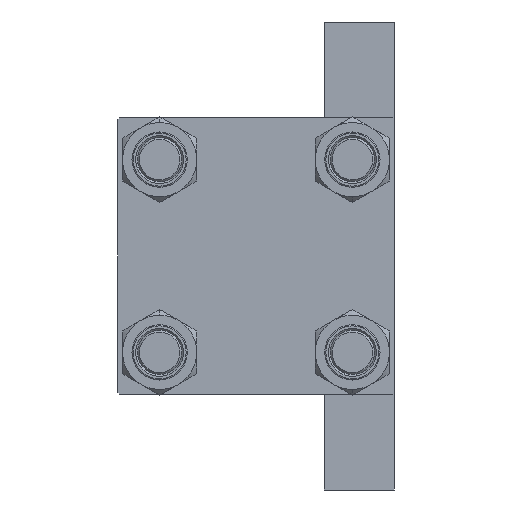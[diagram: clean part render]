
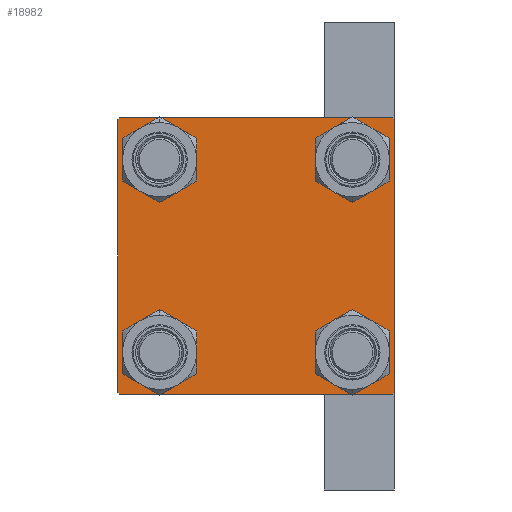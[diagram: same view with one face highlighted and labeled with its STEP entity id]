
A CAD part, left-side view. The second image highlights one B-rep face of the part: STEP entity #18982.
In plain terms, the highlighted planar face has unit normal (-1, 0, 0).
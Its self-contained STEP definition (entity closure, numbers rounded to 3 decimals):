
#475 = CARTESIAN_POINT ( 'NONE',  ( 0., -26.15, 26.15 ) ) ;
#623 = VECTOR ( 'NONE', #25324, 1000. ) ;
#784 = DIRECTION ( 'NONE',  ( 0., 0., 1. ) ) ;
#823 = DIRECTION ( 'NONE',  ( 0., 0., 1. ) ) ;
#1061 = DIRECTION ( 'NONE',  ( 1., 0., 0. ) ) ;
#1225 = CARTESIAN_POINT ( 'NONE',  ( 0., 37.25, -37.25 ) ) ;
#1537 = VERTEX_POINT ( 'NONE', #5264 ) ;
#1713 = CARTESIAN_POINT ( 'NONE',  ( 0., 37.5, 37.5 ) ) ;
#1737 = EDGE_LOOP ( 'NONE', ( #37460, #24840 ) ) ;
#2540 = LINE ( 'NONE', #7386, #36183 ) ;
#2848 = AXIS2_PLACEMENT_3D ( 'NONE', #24904, #31798, #47465 ) ;
#2882 = CIRCLE ( 'NONE', #11439, 6.5 ) ;
#3589 = DIRECTION ( 'NONE',  ( 0., 0., 1. ) ) ;
#4247 = CARTESIAN_POINT ( 'NONE',  ( 0., 37.5, -37. ) ) ;
#4557 = VERTEX_POINT ( 'NONE', #28992 ) ;
#5264 = CARTESIAN_POINT ( 'NONE',  ( 0., -37.5, -37. ) ) ;
#5392 = ORIENTED_EDGE ( 'NONE', *, *, #30929, .T. ) ;
#5746 = VECTOR ( 'NONE', #31333, 1000. ) ;
#6210 = CARTESIAN_POINT ( 'NONE',  ( 0., 26.15, 26.15 ) ) ;
#6771 = DIRECTION ( 'NONE',  ( 1., 0., 0. ) ) ;
#6921 = AXIS2_PLACEMENT_3D ( 'NONE', #41724, #1061, #823 ) ;
#6989 = DIRECTION ( 'NONE',  ( 0., 0., -1. ) ) ;
#7386 = CARTESIAN_POINT ( 'NONE',  ( 0., -37.5, 37.5 ) ) ;
#8104 = CARTESIAN_POINT ( 'NONE',  ( 0., -26.15, 19.65 ) ) ;
#8526 = EDGE_CURVE ( 'NONE', #44726, #15879, #44213, .T. ) ;
#8641 = EDGE_LOOP ( 'NONE', ( #10688, #44026 ) ) ;
#8849 = ORIENTED_EDGE ( 'NONE', *, *, #23204, .F. ) ;
#9157 = AXIS2_PLACEMENT_3D ( 'NONE', #17834, #10723, #14393 ) ;
#9708 = ORIENTED_EDGE ( 'NONE', *, *, #46937, .T. ) ;
#9894 = CARTESIAN_POINT ( 'NONE',  ( 0., 37.25, 37.25 ) ) ;
#10111 = EDGE_CURVE ( 'NONE', #4557, #18021, #26177, .T. ) ;
#10169 = VERTEX_POINT ( 'NONE', #46525 ) ;
#10206 = EDGE_CURVE ( 'NONE', #42108, #32155, #38452, .T. ) ;
#10688 = ORIENTED_EDGE ( 'NONE', *, *, #31032, .T. ) ;
#10723 = DIRECTION ( 'NONE',  ( 1., 0., 0. ) ) ;
#11122 = CARTESIAN_POINT ( 'NONE',  ( 0., 37.5, 37.5 ) ) ;
#11218 = DIRECTION ( 'NONE',  ( 0., -1., 0. ) ) ;
#11439 = AXIS2_PLACEMENT_3D ( 'NONE', #25140, #6771, #3589 ) ;
#11889 = CARTESIAN_POINT ( 'NONE',  ( 0., 0., 0. ) ) ;
#12482 = VERTEX_POINT ( 'NONE', #32290 ) ;
#13247 = CARTESIAN_POINT ( 'NONE',  ( 0., -37.5, 37. ) ) ;
#13547 = DIRECTION ( 'NONE',  ( 1., 0., 0. ) ) ;
#14049 = LINE ( 'NONE', #9894, #623 ) ;
#14393 = DIRECTION ( 'NONE',  ( 0., 0., 1. ) ) ;
#14740 = AXIS2_PLACEMENT_3D ( 'NONE', #11889, #41566, #19494 ) ;
#15378 = DIRECTION ( 'NONE',  ( 0., 0., 1. ) ) ;
#15471 = LINE ( 'NONE', #37292, #20168 ) ;
#15879 = VERTEX_POINT ( 'NONE', #31641 ) ;
#16167 = CARTESIAN_POINT ( 'NONE',  ( 0., 26.15, -26.15 ) ) ;
#16367 = LINE ( 'NONE', #1225, #5746 ) ;
#16408 = DIRECTION ( 'NONE',  ( 1., 0., 0. ) ) ;
#16572 = VECTOR ( 'NONE', #32802, 1000. ) ;
#16985 = CIRCLE ( 'NONE', #9157, 6.5 ) ;
#17834 = CARTESIAN_POINT ( 'NONE',  ( 0., -26.15, -26.15 ) ) ;
#17837 = LINE ( 'NONE', #44082, #16572 ) ;
#18021 = VERTEX_POINT ( 'NONE', #26509 ) ;
#18076 = EDGE_CURVE ( 'NONE', #15879, #44726, #19444, .T. ) ;
#18312 = VERTEX_POINT ( 'NONE', #4247 ) ;
#18982 = ADVANCED_FACE ( 'NONE', ( #23165, #44987, #33702, #26849, #33474 ), #29790, .T. ) ;
#19429 = ORIENTED_EDGE ( 'NONE', *, *, #27059, .T. ) ;
#19444 = CIRCLE ( 'NONE', #6921, 6.5 ) ;
#19494 = DIRECTION ( 'NONE',  ( 0., 0., 1. ) ) ;
#20168 = VECTOR ( 'NONE', #22805, 1000. ) ;
#20515 = ORIENTED_EDGE ( 'NONE', *, *, #46420, .T. ) ;
#21135 = VERTEX_POINT ( 'NONE', #39057 ) ;
#22805 = DIRECTION ( 'NONE',  ( 0., -0.707, 0.707 ) ) ;
#22984 = DIRECTION ( 'NONE',  ( 0., -1., 0. ) ) ;
#23165 = FACE_BOUND ( 'NONE', #28891, .T. ) ;
#23204 = EDGE_CURVE ( 'NONE', #34675, #1537, #2540, .T. ) ;
#23502 = DIRECTION ( 'NONE',  ( 0., 0., 1. ) ) ;
#23765 = EDGE_CURVE ( 'NONE', #18312, #4557, #16367, .T. ) ;
#24113 = CARTESIAN_POINT ( 'NONE',  ( 0., -26.15, -19.65 ) ) ;
#24840 = ORIENTED_EDGE ( 'NONE', *, *, #35950, .T. ) ;
#24904 = CARTESIAN_POINT ( 'NONE',  ( 0., 26.15, -26.15 ) ) ;
#24967 = ORIENTED_EDGE ( 'NONE', *, *, #8526, .T. ) ;
#25140 = CARTESIAN_POINT ( 'NONE',  ( 0., 26.15, 26.15 ) ) ;
#25324 = DIRECTION ( 'NONE',  ( 0., 0.707, -0.707 ) ) ;
#25512 = CARTESIAN_POINT ( 'NONE',  ( 0., 26.15, 32.65 ) ) ;
#25519 = CIRCLE ( 'NONE', #2848, 6.5 ) ;
#26116 = EDGE_LOOP ( 'NONE', ( #20515, #39583, #41695, #43490, #8849, #9708, #46343, #45491 ) ) ;
#26169 = CARTESIAN_POINT ( 'NONE',  ( 0., 37.5, 37. ) ) ;
#26177 = LINE ( 'NONE', #45309, #38815 ) ;
#26247 = VECTOR ( 'NONE', #22984, 1000. ) ;
#26509 = CARTESIAN_POINT ( 'NONE',  ( 0., -37., -37.5 ) ) ;
#26849 = FACE_BOUND ( 'NONE', #8641, .T. ) ;
#27059 = EDGE_CURVE ( 'NONE', #12482, #10169, #33981, .T. ) ;
#27529 = ORIENTED_EDGE ( 'NONE', *, *, #18076, .T. ) ;
#28891 = EDGE_LOOP ( 'NONE', ( #27529, #24967 ) ) ;
#28992 = CARTESIAN_POINT ( 'NONE',  ( 0., 37., -37.5 ) ) ;
#29790 = PLANE ( 'NONE',  #14740 ) ;
#29809 = VECTOR ( 'NONE', #6989, 1000. ) ;
#30929 = EDGE_CURVE ( 'NONE', #10169, #12482, #25519, .T. ) ;
#31032 = EDGE_CURVE ( 'NONE', #45370, #21135, #2882, .T. ) ;
#31333 = DIRECTION ( 'NONE',  ( 0., -0.707, -0.707 ) ) ;
#31596 = CARTESIAN_POINT ( 'NONE',  ( 0., -26.15, -26.15 ) ) ;
#31641 = CARTESIAN_POINT ( 'NONE',  ( 0., -26.15, 32.65 ) ) ;
#31643 = CARTESIAN_POINT ( 'NONE',  ( 0., -26.15, -32.65 ) ) ;
#31798 = DIRECTION ( 'NONE',  ( 1., 0., 0. ) ) ;
#32155 = VERTEX_POINT ( 'NONE', #33262 ) ;
#32290 = CARTESIAN_POINT ( 'NONE',  ( 0., 26.15, -19.65 ) ) ;
#32547 = VERTEX_POINT ( 'NONE', #24113 ) ;
#32575 = EDGE_CURVE ( 'NONE', #21135, #45370, #45150, .T. ) ;
#32802 = DIRECTION ( 'NONE',  ( 0., 0.707, 0.707 ) ) ;
#33262 = CARTESIAN_POINT ( 'NONE',  ( 0., -37., 37.5 ) ) ;
#33474 = FACE_OUTER_BOUND ( 'NONE', #26116, .T. ) ;
#33702 = FACE_BOUND ( 'NONE', #37990, .T. ) ;
#33981 = CIRCLE ( 'NONE', #37135, 6.5 ) ;
#34192 = EDGE_CURVE ( 'NONE', #42108, #40577, #14049, .T. ) ;
#34524 = EDGE_CURVE ( 'NONE', #18021, #1537, #15471, .T. ) ;
#34630 = VERTEX_POINT ( 'NONE', #31643 ) ;
#34675 = VERTEX_POINT ( 'NONE', #13247 ) ;
#35950 = EDGE_CURVE ( 'NONE', #34630, #32547, #48264, .T. ) ;
#36183 = VECTOR ( 'NONE', #40019, 1000. ) ;
#36981 = EDGE_CURVE ( 'NONE', #32547, #34630, #16985, .T. ) ;
#37135 = AXIS2_PLACEMENT_3D ( 'NONE', #16167, #16408, #784 ) ;
#37292 = CARTESIAN_POINT ( 'NONE',  ( 0., -37.25, -37.25 ) ) ;
#37460 = ORIENTED_EDGE ( 'NONE', *, *, #36981, .T. ) ;
#37990 = EDGE_LOOP ( 'NONE', ( #19429, #5392 ) ) ;
#38452 = LINE ( 'NONE', #1713, #26247 ) ;
#38466 = CARTESIAN_POINT ( 'NONE',  ( 0., 37., 37.5 ) ) ;
#38815 = VECTOR ( 'NONE', #11218, 1000. ) ;
#39057 = CARTESIAN_POINT ( 'NONE',  ( 0., 26.15, 19.65 ) ) ;
#39583 = ORIENTED_EDGE ( 'NONE', *, *, #23765, .T. ) ;
#40019 = DIRECTION ( 'NONE',  ( 0., 0., -1. ) ) ;
#40577 = VERTEX_POINT ( 'NONE', #26169 ) ;
#41566 = DIRECTION ( 'NONE',  ( -1., 0., 0. ) ) ;
#41695 = ORIENTED_EDGE ( 'NONE', *, *, #10111, .T. ) ;
#41724 = CARTESIAN_POINT ( 'NONE',  ( 0., -26.15, 26.15 ) ) ;
#42108 = VERTEX_POINT ( 'NONE', #38466 ) ;
#42155 = DIRECTION ( 'NONE',  ( 1., 0., 0. ) ) ;
#43451 = AXIS2_PLACEMENT_3D ( 'NONE', #475, #47579, #15378 ) ;
#43490 = ORIENTED_EDGE ( 'NONE', *, *, #34524, .T. ) ;
#43587 = AXIS2_PLACEMENT_3D ( 'NONE', #31596, #42155, #23502 ) ;
#43712 = DIRECTION ( 'NONE',  ( 0., 0., 1. ) ) ;
#44026 = ORIENTED_EDGE ( 'NONE', *, *, #32575, .T. ) ;
#44082 = CARTESIAN_POINT ( 'NONE',  ( 0., -37.25, 37.25 ) ) ;
#44213 = CIRCLE ( 'NONE', #43451, 6.5 ) ;
#44351 = AXIS2_PLACEMENT_3D ( 'NONE', #6210, #13547, #43712 ) ;
#44486 = LINE ( 'NONE', #11122, #29809 ) ;
#44726 = VERTEX_POINT ( 'NONE', #8104 ) ;
#44987 = FACE_BOUND ( 'NONE', #1737, .T. ) ;
#45150 = CIRCLE ( 'NONE', #44351, 6.5 ) ;
#45309 = CARTESIAN_POINT ( 'NONE',  ( 0., 37.5, -37.5 ) ) ;
#45370 = VERTEX_POINT ( 'NONE', #25512 ) ;
#45491 = ORIENTED_EDGE ( 'NONE', *, *, #34192, .T. ) ;
#46343 = ORIENTED_EDGE ( 'NONE', *, *, #10206, .F. ) ;
#46420 = EDGE_CURVE ( 'NONE', #40577, #18312, #44486, .T. ) ;
#46525 = CARTESIAN_POINT ( 'NONE',  ( 0., 26.15, -32.65 ) ) ;
#46937 = EDGE_CURVE ( 'NONE', #34675, #32155, #17837, .T. ) ;
#47465 = DIRECTION ( 'NONE',  ( 0., 0., 1. ) ) ;
#47579 = DIRECTION ( 'NONE',  ( 1., 0., 0. ) ) ;
#48264 = CIRCLE ( 'NONE', #43587, 6.5 ) ;
